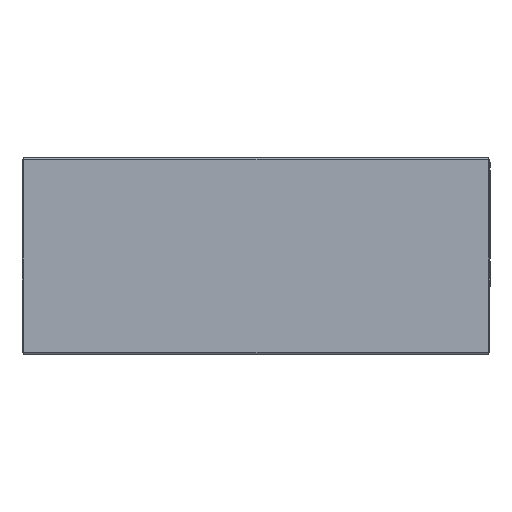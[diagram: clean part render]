
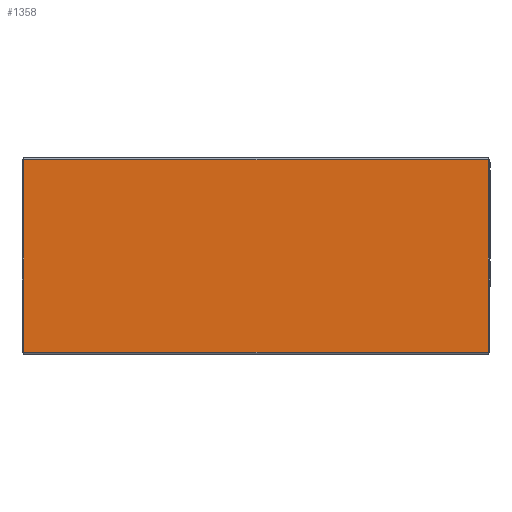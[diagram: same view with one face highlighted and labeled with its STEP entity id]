
A CAD part, top view. The second image highlights one B-rep face of the part: STEP entity #1358.
In plain terms, the highlighted planar face has unit normal (0, 0, 1).
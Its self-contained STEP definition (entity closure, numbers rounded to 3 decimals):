
#90 = CARTESIAN_POINT ( 'NONE',  ( 350.5, -145.5, 0. ) ) ;
#97 = VECTOR ( 'NONE', #1758, 1000. ) ;
#99 = EDGE_CURVE ( 'NONE', #1061, #1950, #1168, .T. ) ;
#203 = VECTOR ( 'NONE', #492, 1000. ) ;
#446 = CARTESIAN_POINT ( 'NONE',  ( -350.5, -145.5, 0. ) ) ;
#491 = ORIENTED_EDGE ( 'NONE', *, *, #757, .T. ) ;
#492 = DIRECTION ( 'NONE',  ( -1., 0., 0. ) ) ;
#544 = LINE ( 'NONE', #908, #97 ) ;
#630 = EDGE_CURVE ( 'NONE', #1221, #1061, #544, .T. ) ;
#668 = PLANE ( 'NONE',  #1336 ) ;
#752 = CARTESIAN_POINT ( 'NONE',  ( 350.5, 145.5, 0. ) ) ;
#757 = EDGE_CURVE ( 'NONE', #1950, #1246, #2091, .T. ) ;
#786 = CARTESIAN_POINT ( 'NONE',  ( -350.5, -145.5, 0. ) ) ;
#848 = DIRECTION ( 'NONE',  ( 0., 1., 0. ) ) ;
#849 = ORIENTED_EDGE ( 'NONE', *, *, #630, .T. ) ;
#908 = CARTESIAN_POINT ( 'NONE',  ( 350.5, -145.5, 0. ) ) ;
#910 = VECTOR ( 'NONE', #1603, 1000. ) ;
#976 = ORIENTED_EDGE ( 'NONE', *, *, #2059, .T. ) ;
#978 = CARTESIAN_POINT ( 'NONE',  ( -350.5, 145.5, 0. ) ) ;
#1061 = VERTEX_POINT ( 'NONE', #90 ) ;
#1168 = LINE ( 'NONE', #1828, #1850 ) ;
#1176 = DIRECTION ( 'NONE',  ( 0., 0., 1. ) ) ;
#1221 = VERTEX_POINT ( 'NONE', #786 ) ;
#1246 = VERTEX_POINT ( 'NONE', #978 ) ;
#1336 = AXIS2_PLACEMENT_3D ( 'NONE', #1664, #1176, #1479 ) ;
#1358 = ADVANCED_FACE ( 'NONE', ( #1579 ), #668, .T. ) ;
#1382 = EDGE_LOOP ( 'NONE', ( #976, #849, #1710, #491 ) ) ;
#1479 = DIRECTION ( 'NONE',  ( 1., 0., 0. ) ) ;
#1495 = CARTESIAN_POINT ( 'NONE',  ( 350.5, 145.5, 0. ) ) ;
#1579 = FACE_OUTER_BOUND ( 'NONE', #1382, .T. ) ;
#1603 = DIRECTION ( 'NONE',  ( 0., -1., 0. ) ) ;
#1664 = CARTESIAN_POINT ( 'NONE',  ( 0., 0., 0. ) ) ;
#1710 = ORIENTED_EDGE ( 'NONE', *, *, #99, .T. ) ;
#1758 = DIRECTION ( 'NONE',  ( 1., 0., 0. ) ) ;
#1787 = LINE ( 'NONE', #446, #910 ) ;
#1828 = CARTESIAN_POINT ( 'NONE',  ( 350.5, -145.5, 0. ) ) ;
#1850 = VECTOR ( 'NONE', #848, 1000. ) ;
#1950 = VERTEX_POINT ( 'NONE', #752 ) ;
#2059 = EDGE_CURVE ( 'NONE', #1246, #1221, #1787, .T. ) ;
#2091 = LINE ( 'NONE', #1495, #203 ) ;
